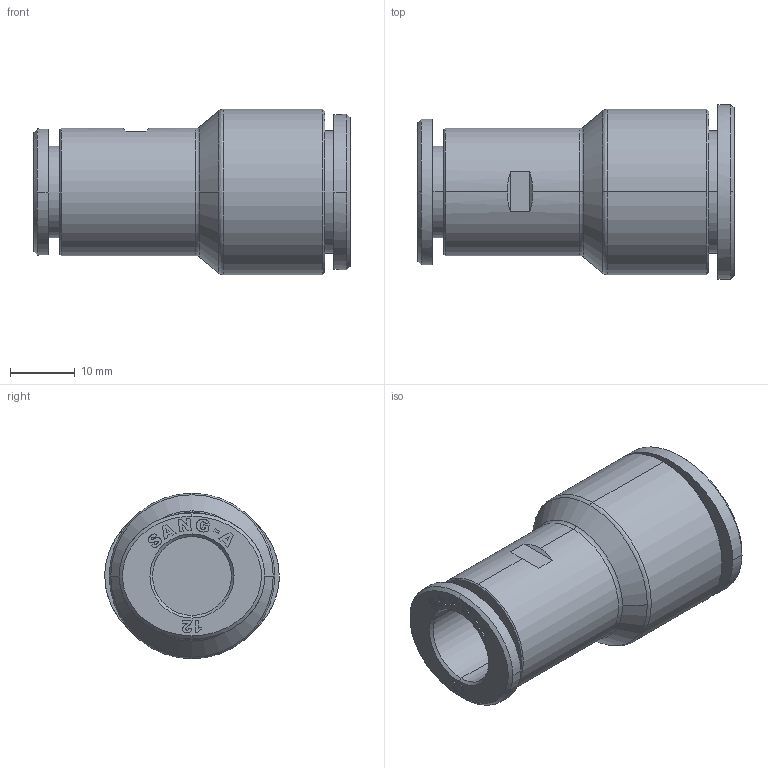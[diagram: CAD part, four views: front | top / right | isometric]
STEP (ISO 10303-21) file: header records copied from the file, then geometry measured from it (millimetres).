
FILE_DESCRIPTION (( 'STEP AP214' ), '1' );
FILE_NAME ('PG16-12.stp', '2015-09-03T09:17:32', ( '' ), ( '' ), 'SwSTEP 2.0', 'SolidWorks 2015', '' );
FILE_SCHEMA (( 'AUTOMOTIVE_DESIGN' ));
Length unit declared in the file: millimetre
Products named in the file (2): ｦ+ﾃｦ1; PG16-12
Assembly tree (1 placements, depth 2):
  PG16-12
    ｦ+ﾃｦ1
Bounding box: 48.9 x 27 x 25.6 mm (x, y, z)
Volume: 11041.2 mm3; surface area: 7180.5 mm2
Topology: 1 solids, 1 shells, 599 faces, 1696 edges, 1126 vertices
Faces by surface type: plane 521, bspline 41, cylinder 23, cone 12, torus 2
Entity records: 21103 total; most frequent: CARTESIAN_POINT 5599, ORIENTED_EDGE 3392, DIRECTION 2792, EDGE_CURVE 1696, VECTOR 1532, LINE 1532, VERTEX_POINT 1126, AXIS2_PLACEMENT_3D 630
